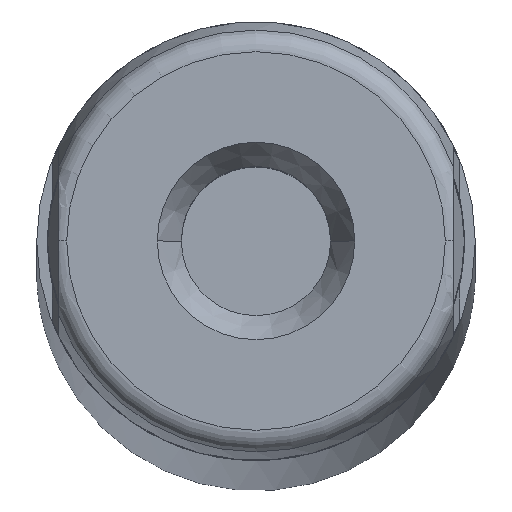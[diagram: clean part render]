
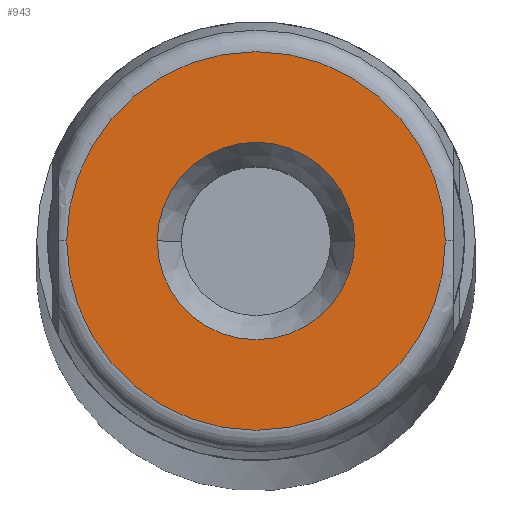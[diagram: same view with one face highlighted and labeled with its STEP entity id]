
A CAD part, top view. The second image highlights one B-rep face of the part: STEP entity #943.
In plain terms, the highlighted planar face has unit normal (0, 0, 1).
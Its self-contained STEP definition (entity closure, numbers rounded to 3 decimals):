
#261 = FACE_BOUND ( 'NONE', #945, .T. ) ;
#264 = DIRECTION ( 'NONE',  ( 1., 0., 0. ) ) ;
#265 = DIRECTION ( 'NONE',  ( 0., 0., 1. ) ) ;
#266 = CARTESIAN_POINT ( 'NONE',  ( 0., 0., 0. ) ) ;
#267 = AXIS2_PLACEMENT_3D ( 'NONE', #266, #265, #264 ) ;
#272 = CIRCLE ( 'NONE', #267, 4.5 ) ;
#305 = DIRECTION ( 'NONE',  ( 1., 0., 0. ) ) ;
#306 = DIRECTION ( 'NONE',  ( 0., 0., 1. ) ) ;
#307 = CARTESIAN_POINT ( 'NONE',  ( 0., 0., 0. ) ) ;
#308 = AXIS2_PLACEMENT_3D ( 'NONE', #307, #306, #305 ) ;
#309 = CIRCLE ( 'NONE', #308, 8.632 ) ;
#311 = DIRECTION ( 'NONE',  ( -1., 0., 0. ) ) ;
#312 = DIRECTION ( 'NONE',  ( 0., 0., -1. ) ) ;
#313 = CARTESIAN_POINT ( 'NONE',  ( 0., 0., 0. ) ) ;
#314 = AXIS2_PLACEMENT_3D ( 'NONE', #313, #312, #311 ) ;
#315 = PLANE ( 'NONE',  #314 ) ;
#316 = FACE_OUTER_BOUND ( 'NONE', #942, .T. ) ;
#548 = VERTEX_POINT ( 'NONE', #1040 ) ;
#552 = EDGE_CURVE ( 'NONE', #676, #548, #1038, .T. ) ;
#644 = VERTEX_POINT ( 'NONE', #1251 ) ;
#645 = VERTEX_POINT ( 'NONE', #1250 ) ;
#676 = VERTEX_POINT ( 'NONE', #1319 ) ;
#715 = EDGE_CURVE ( 'NONE', #645, #644, #1417, .T. ) ;
#935 = EDGE_CURVE ( 'NONE', #644, #645, #272, .T. ) ;
#937 = ORIENTED_EDGE ( 'NONE', *, *, #944, .T. ) ;
#938 = ORIENTED_EDGE ( 'NONE', *, *, #552, .T. ) ;
#939 = ORIENTED_EDGE ( 'NONE', *, *, #935, .F. ) ;
#941 = ORIENTED_EDGE ( 'NONE', *, *, #715, .F. ) ;
#942 = EDGE_LOOP ( 'NONE', ( #938, #937 ) ) ;
#943 = ADVANCED_FACE ( 'NONE', ( #261, #316 ), #315, .F. ) ;
#944 = EDGE_CURVE ( 'NONE', #548, #676, #309, .T. ) ;
#945 = EDGE_LOOP ( 'NONE', ( #939, #941 ) ) ;
#1034 = DIRECTION ( 'NONE',  ( 1., 0., 0. ) ) ;
#1035 = DIRECTION ( 'NONE',  ( 0., 0., 1. ) ) ;
#1036 = CARTESIAN_POINT ( 'NONE',  ( 0., 0., 0. ) ) ;
#1037 = AXIS2_PLACEMENT_3D ( 'NONE', #1036, #1035, #1034 ) ;
#1038 = CIRCLE ( 'NONE', #1037, 8.632 ) ;
#1040 = CARTESIAN_POINT ( 'NONE',  ( -8.632, 0., 0. ) ) ;
#1250 = CARTESIAN_POINT ( 'NONE',  ( -4.5, 0., 0. ) ) ;
#1251 = CARTESIAN_POINT ( 'NONE',  ( 4.5, 0., 0. ) ) ;
#1319 = CARTESIAN_POINT ( 'NONE',  ( 8.632, 0., 0. ) ) ;
#1413 = DIRECTION ( 'NONE',  ( 1., 0., 0. ) ) ;
#1414 = DIRECTION ( 'NONE',  ( 0., 0., 1. ) ) ;
#1415 = CARTESIAN_POINT ( 'NONE',  ( 0., 0., 0. ) ) ;
#1416 = AXIS2_PLACEMENT_3D ( 'NONE', #1415, #1414, #1413 ) ;
#1417 = CIRCLE ( 'NONE', #1416, 4.5 ) ;
